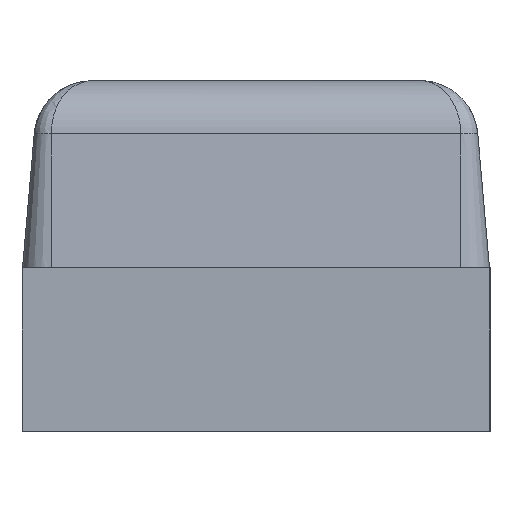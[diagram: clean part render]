
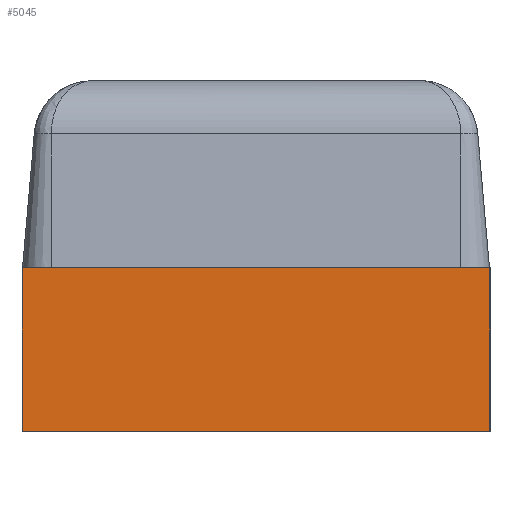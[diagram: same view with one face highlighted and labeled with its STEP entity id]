
A CAD part, left-side view. The second image highlights one B-rep face of the part: STEP entity #5045.
In plain terms, the highlighted planar face has unit normal (-1, 0, 0).
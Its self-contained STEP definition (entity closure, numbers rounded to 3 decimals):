
#155 = VERTEX_POINT ( 'NONE', #3138 ) ;
#158 = EDGE_CURVE ( 'NONE', #2760, #2952, #4016, .T. ) ;
#270 = CARTESIAN_POINT ( 'NONE',  ( -0.81, 0.4, 0. ) ) ;
#796 = DIRECTION ( 'NONE',  ( 0., 0., 1. ) ) ;
#820 = LINE ( 'NONE', #2406, #4627 ) ;
#921 = CARTESIAN_POINT ( 'NONE',  ( -0.81, 0.4, 0.01 ) ) ;
#940 = EDGE_CURVE ( 'NONE', #2952, #155, #1454, .T. ) ;
#1146 = ORIENTED_EDGE ( 'NONE', *, *, #3516, .F. ) ;
#1278 = ORIENTED_EDGE ( 'NONE', *, *, #158, .T. ) ;
#1403 = VECTOR ( 'NONE', #2368, 1000. ) ;
#1454 = LINE ( 'NONE', #3490, #2138 ) ;
#1491 = AXIS2_PLACEMENT_3D ( 'NONE', #921, #2505, #2880 ) ;
#1686 = FACE_OUTER_BOUND ( 'NONE', #3815, .T. ) ;
#2138 = VECTOR ( 'NONE', #4227, 1000. ) ;
#2190 = DIRECTION ( 'NONE',  ( 0., -1., 0. ) ) ;
#2368 = DIRECTION ( 'NONE',  ( 0., -1., 0. ) ) ;
#2406 = CARTESIAN_POINT ( 'NONE',  ( -0.81, 0.4, 0.01 ) ) ;
#2505 = DIRECTION ( 'NONE',  ( 1., 0., 0. ) ) ;
#2612 = VECTOR ( 'NONE', #2190, 1000. ) ;
#2641 = VERTEX_POINT ( 'NONE', #2823 ) ;
#2712 = CARTESIAN_POINT ( 'NONE',  ( -0.81, 0.4, 0.28 ) ) ;
#2760 = VERTEX_POINT ( 'NONE', #270 ) ;
#2823 = CARTESIAN_POINT ( 'NONE',  ( -0.81, 0.4, 0.28 ) ) ;
#2880 = DIRECTION ( 'NONE',  ( 0., 1., 0. ) ) ;
#2952 = VERTEX_POINT ( 'NONE', #5101 ) ;
#3138 = CARTESIAN_POINT ( 'NONE',  ( -0.81, -0.4, 0.28 ) ) ;
#3180 = CARTESIAN_POINT ( 'NONE',  ( -0.81, 0.4, 0. ) ) ;
#3490 = CARTESIAN_POINT ( 'NONE',  ( -0.81, -0.4, 0.01 ) ) ;
#3500 = LINE ( 'NONE', #2712, #2612 ) ;
#3516 = EDGE_CURVE ( 'NONE', #2641, #155, #3500, .T. ) ;
#3758 = ORIENTED_EDGE ( 'NONE', *, *, #3984, .F. ) ;
#3815 = EDGE_LOOP ( 'NONE', ( #4670, #1146, #3758, #1278 ) ) ;
#3984 = EDGE_CURVE ( 'NONE', #2760, #2641, #820, .T. ) ;
#4016 = LINE ( 'NONE', #3180, #1403 ) ;
#4227 = DIRECTION ( 'NONE',  ( 0., 0., 1. ) ) ;
#4627 = VECTOR ( 'NONE', #796, 1000. ) ;
#4670 = ORIENTED_EDGE ( 'NONE', *, *, #940, .T. ) ;
#5045 = ADVANCED_FACE ( 'NONE', ( #1686 ), #5170, .F. ) ;
#5101 = CARTESIAN_POINT ( 'NONE',  ( -0.81, -0.4, 0. ) ) ;
#5170 = PLANE ( 'NONE',  #1491 ) ;
